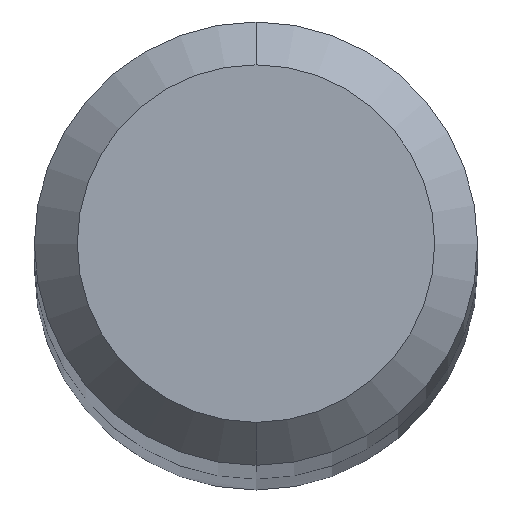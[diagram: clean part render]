
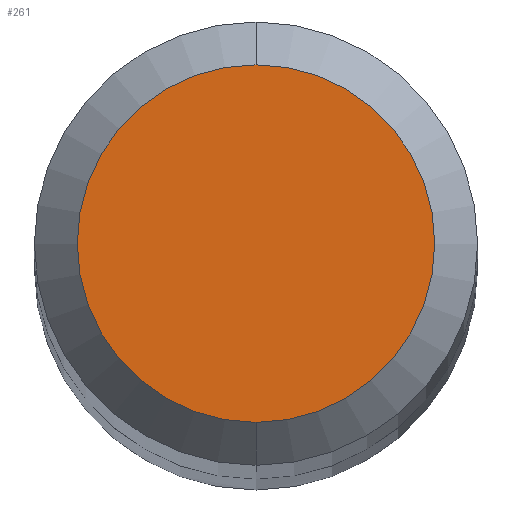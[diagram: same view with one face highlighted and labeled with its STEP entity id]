
A CAD part, top view. The second image highlights one B-rep face of the part: STEP entity #261.
In plain terms, the highlighted planar face has unit normal (0, 0, 1).
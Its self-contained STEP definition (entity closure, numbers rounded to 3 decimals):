
#177=EDGE_CURVE('',#339,#291,#438,.T.);
#251=EDGE_CURVE('',#291,#339,#520,.T.);
#261=ADVANCED_FACE('',(#531),#532,.T.);
#291=VERTEX_POINT('',#564);
#339=VERTEX_POINT('',#614);
#438=CIRCLE('',#750,1.25);
#520=CIRCLE('',#971,1.25);
#531=FACE_OUTER_BOUND('',#1009,.T.);
#532=PLANE('',#1010);
#564=CARTESIAN_POINT('',(0.,-1.25,53.0));
#614=CARTESIAN_POINT('',(0.0,1.25,53.0));
#750=AXIS2_PLACEMENT_3D('',#1328,#1329,#1330);
#971=AXIS2_PLACEMENT_3D('',#1421,#1422,#1423);
#1009=EDGE_LOOP('',(#1433,#1434));
#1010=AXIS2_PLACEMENT_3D('',#1435,#1436,#1437);
#1328=CARTESIAN_POINT('',(0.0,0.0,53.0));
#1329=DIRECTION('',(0.0,0.0,-1.0));
#1330=DIRECTION('',(0.0,1.0,0.0));
#1421=CARTESIAN_POINT('',(0.0,0.0,53.0));
#1422=DIRECTION('',(0.0,0.0,-1.0));
#1423=DIRECTION('',(0.0,1.0,0.0));
#1433=ORIENTED_EDGE('',*,*,#177,.F.);
#1434=ORIENTED_EDGE('',*,*,#251,.F.);
#1435=CARTESIAN_POINT('',(0.0,0.625,53.0));
#1436=DIRECTION('',(0.0,0.0,1.0));
#1437=DIRECTION('',(0.0,-1.0,0.0));
